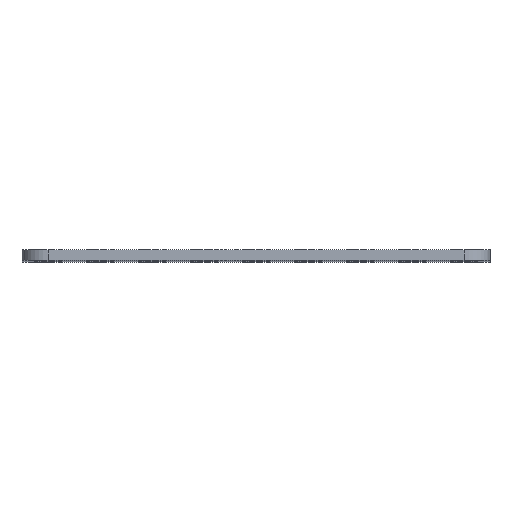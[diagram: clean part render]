
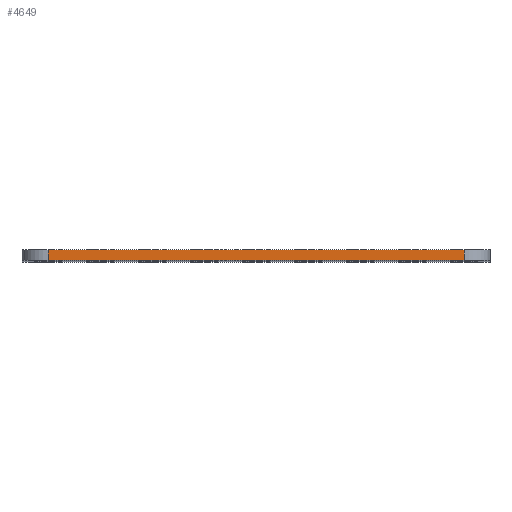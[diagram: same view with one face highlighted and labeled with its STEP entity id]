
A CAD part, top view. The second image highlights one B-rep face of the part: STEP entity #4649.
In plain terms, the highlighted planar face has unit normal (0, 0, 1).
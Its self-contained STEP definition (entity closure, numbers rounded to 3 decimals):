
#527 = EDGE_CURVE ( 'NONE', #11569, #4608, #12616, .T. ) ;
#1129 = EDGE_CURVE ( 'NONE', #2161, #6637, #9629, .T. ) ;
#1621 = CARTESIAN_POINT ( 'NONE',  ( 68., 0., 0. ) ) ;
#1788 = AXIS2_PLACEMENT_3D ( 'NONE', #6825, #3294, #13409 ) ;
#2161 = VERTEX_POINT ( 'NONE', #7602 ) ;
#2200 = ORIENTED_EDGE ( 'NONE', *, *, #527, .T. ) ;
#2416 = DIRECTION ( 'NONE',  ( 1., 0., 0. ) ) ;
#2567 = VECTOR ( 'NONE', #9427, 1000. ) ;
#2933 = DIRECTION ( 'NONE',  ( 0., -1., 0. ) ) ;
#3294 = DIRECTION ( 'NONE',  ( 0., 0., -1. ) ) ;
#3658 = VECTOR ( 'NONE', #2933, 1000. ) ;
#3797 = VECTOR ( 'NONE', #10800, 1000. ) ;
#4608 = VERTEX_POINT ( 'NONE', #6540 ) ;
#4649 = ADVANCED_FACE ( 'NONE', ( #10001 ), #9778, .F. ) ;
#5099 = EDGE_LOOP ( 'NONE', ( #13390, #12640, #13430, #2200 ) ) ;
#6540 = CARTESIAN_POINT ( 'NONE',  ( 4., 0., 0. ) ) ;
#6637 = VERTEX_POINT ( 'NONE', #1621 ) ;
#6738 = LINE ( 'NONE', #12303, #12969 ) ;
#6825 = CARTESIAN_POINT ( 'NONE',  ( 4., 1.6, 0. ) ) ;
#6992 = CARTESIAN_POINT ( 'NONE',  ( 4., 1.6, 0. ) ) ;
#7602 = CARTESIAN_POINT ( 'NONE',  ( 68., 1.6, 0. ) ) ;
#8408 = CARTESIAN_POINT ( 'NONE',  ( 68., 1.6, 0. ) ) ;
#9152 = EDGE_CURVE ( 'NONE', #4608, #6637, #13256, .T. ) ;
#9427 = DIRECTION ( 'NONE',  ( 0., -1., 0. ) ) ;
#9629 = LINE ( 'NONE', #8408, #3658 ) ;
#9759 = EDGE_CURVE ( 'NONE', #11569, #2161, #6738, .T. ) ;
#9778 = PLANE ( 'NONE',  #1788 ) ;
#10001 = FACE_OUTER_BOUND ( 'NONE', #5099, .T. ) ;
#10372 = CARTESIAN_POINT ( 'NONE',  ( 4., 1.6, 0. ) ) ;
#10800 = DIRECTION ( 'NONE',  ( 1., 0., 0. ) ) ;
#10877 = CARTESIAN_POINT ( 'NONE',  ( 4., 0., 0. ) ) ;
#11569 = VERTEX_POINT ( 'NONE', #6992 ) ;
#12303 = CARTESIAN_POINT ( 'NONE',  ( 4., 1.6, 0. ) ) ;
#12616 = LINE ( 'NONE', #10372, #2567 ) ;
#12640 = ORIENTED_EDGE ( 'NONE', *, *, #1129, .F. ) ;
#12969 = VECTOR ( 'NONE', #2416, 1000. ) ;
#13256 = LINE ( 'NONE', #10877, #3797 ) ;
#13390 = ORIENTED_EDGE ( 'NONE', *, *, #9152, .T. ) ;
#13409 = DIRECTION ( 'NONE',  ( 0., -1., 0. ) ) ;
#13430 = ORIENTED_EDGE ( 'NONE', *, *, #9759, .F. ) ;
